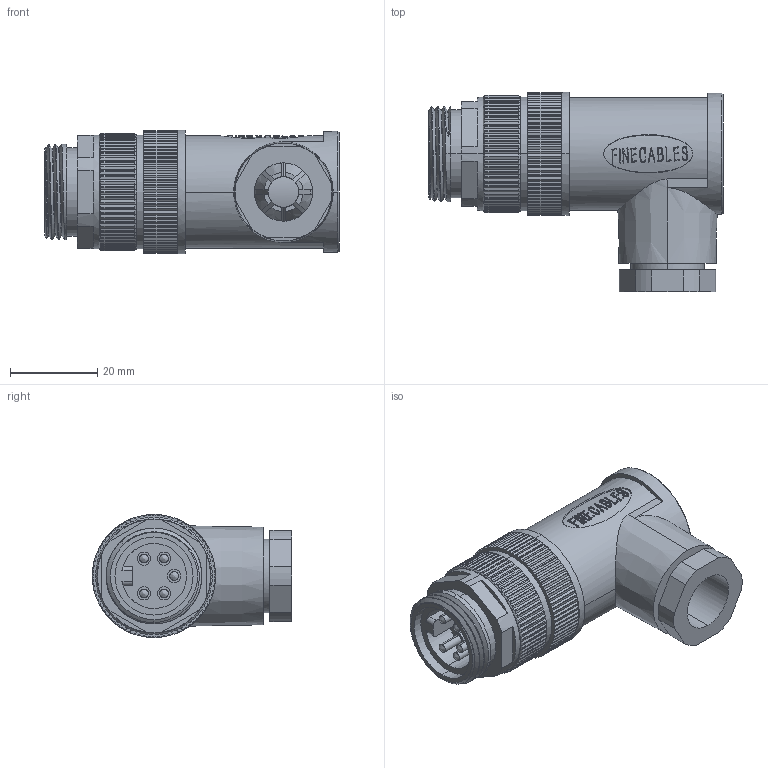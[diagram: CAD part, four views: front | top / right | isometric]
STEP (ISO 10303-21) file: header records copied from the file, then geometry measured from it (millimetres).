
FILE_DESCRIPTION (( 'STEP AP203' ), '1' );
FILE_NAME ('P335.STEP', '2020-04-15T06:31:49', ( 'edpusr' ), ( 'Microsoft' ), 'SwSTEP 2.0', 'SolidWorks 2015', '' );
FILE_SCHEMA (( 'CONFIG_CONTROL_DESIGN' ));
Products named in the file (1): P335
Bounding box: 67.6 x 45.75 x 28.3 mm (x, y, z)
Volume: 38880.1 mm3; surface area: 13216.3 mm2
Topology: 2 solids, 2 shells, 918 faces, 2675 edges, 1779 vertices
Faces by surface type: plane 420, bspline 235, cylinder 230, cone 33
Entity records: 46461 total; most frequent: CARTESIAN_POINT 24338, ORIENTED_EDGE 5350, DIRECTION 3456, EDGE_CURVE 2675, VERTEX_POINT 1779, VECTOR 1294, LINE 1294, AXIS2_PLACEMENT_3D 1081
